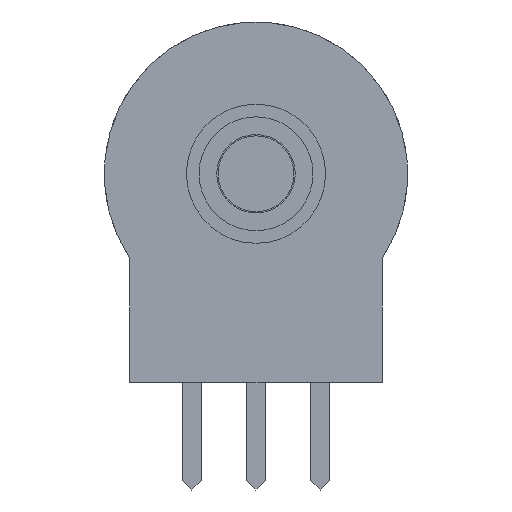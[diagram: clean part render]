
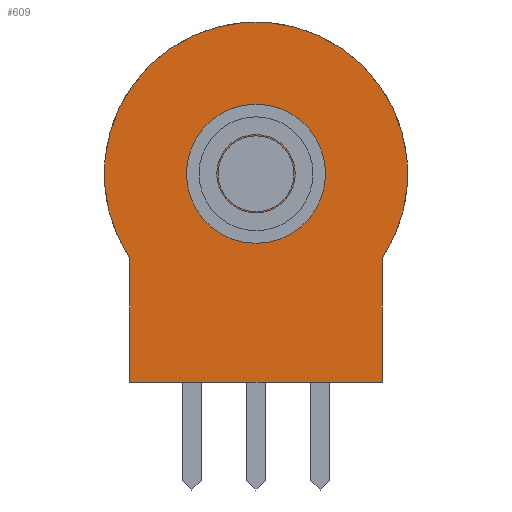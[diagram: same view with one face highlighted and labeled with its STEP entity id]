
A CAD part, front view. The second image highlights one B-rep face of the part: STEP entity #609.
In plain terms, the highlighted planar face has unit normal (0, -1, 0).
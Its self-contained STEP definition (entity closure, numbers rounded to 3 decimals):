
#302 = VERTEX_POINT('',#303);
#303 = CARTESIAN_POINT('',(10.,2.,-6.633));
#312 = CYLINDRICAL_SURFACE('',#313,12.);
#313 = AXIS2_PLACEMENT_3D('',#314,#315,#316);
#314 = CARTESIAN_POINT('',(0.,2.,0.));
#315 = DIRECTION('',(0.,-1.,0.));
#316 = DIRECTION('',(1.,0.,0.));
#323 = PLANE('',#324);
#324 = AXIS2_PLACEMENT_3D('',#325,#326,#327);
#325 = CARTESIAN_POINT('',(10.,2.,-16.5));
#326 = DIRECTION('',(1.,0.,0.));
#327 = DIRECTION('',(0.,0.,1.));
#364 = VERTEX_POINT('',#365);
#365 = CARTESIAN_POINT('',(-10.,2.,-6.633));
#378 = PLANE('',#379);
#379 = AXIS2_PLACEMENT_3D('',#380,#381,#382);
#380 = CARTESIAN_POINT('',(-10.,2.,-6.633));
#381 = DIRECTION('',(-1.,0.,0.));
#382 = DIRECTION('',(-0.,0.,-1.));
#390 = EDGE_CURVE('',#302,#364,#391,.T.);
#391 = SURFACE_CURVE('',#392,(#397,#403),.PCURVE_S1.);
#392 = CIRCLE('',#393,12.);
#393 = AXIS2_PLACEMENT_3D('',#394,#395,#396);
#394 = CARTESIAN_POINT('',(0.,2.,0.));
#395 = DIRECTION('',(0.,-1.,0.));
#396 = DIRECTION('',(1.,0.,0.));
#397 = PCURVE('',#312,#398);
#398 = DEFINITIONAL_REPRESENTATION('',(#399),#402);
#399 = B_SPLINE_CURVE_WITH_KNOTS('',1,(#400,#401),.UNSPECIFIED.,.F.,.F.,
  (2,2),(5.697,10.01),.PIECEWISE_BEZIER_KNOTS.);
#400 = CARTESIAN_POINT('',(5.697,0.));
#401 = CARTESIAN_POINT('',(10.01,0.));
#402 = ( GEOMETRIC_REPRESENTATION_CONTEXT(2) 
PARAMETRIC_REPRESENTATION_CONTEXT() REPRESENTATION_CONTEXT('2D SPACE',''
  ) );
#403 = PCURVE('',#404,#409);
#404 = PLANE('',#405);
#405 = AXIS2_PLACEMENT_3D('',#406,#407,#408);
#406 = CARTESIAN_POINT('',(0.,2.,-4.333));
#407 = DIRECTION('',(-0.,-1.,0.));
#408 = DIRECTION('',(0.,0.,-1.));
#409 = DEFINITIONAL_REPRESENTATION('',(#410),#414);
#410 = CIRCLE('',#411,12.);
#411 = AXIS2_PLACEMENT_2D('',#412,#413);
#412 = CARTESIAN_POINT('',(-4.333,0.));
#413 = DIRECTION('',(0.,1.));
#414 = ( GEOMETRIC_REPRESENTATION_CONTEXT(2) 
PARAMETRIC_REPRESENTATION_CONTEXT() REPRESENTATION_CONTEXT('2D SPACE',''
  ) );
#444 = VERTEX_POINT('',#445);
#445 = CARTESIAN_POINT('',(-10.,2.,-16.5));
#459 = PLANE('',#460);
#460 = AXIS2_PLACEMENT_3D('',#461,#462,#463);
#461 = CARTESIAN_POINT('',(-10.,2.,-16.5));
#462 = DIRECTION('',(0.,0.,-1.));
#463 = DIRECTION('',(1.,0.,0.));
#471 = EDGE_CURVE('',#364,#444,#472,.T.);
#472 = SURFACE_CURVE('',#473,(#477,#484),.PCURVE_S1.);
#473 = LINE('',#474,#475);
#474 = CARTESIAN_POINT('',(-10.,2.,-6.633));
#475 = VECTOR('',#476,1.);
#476 = DIRECTION('',(0.,0.,-1.));
#477 = PCURVE('',#378,#478);
#478 = DEFINITIONAL_REPRESENTATION('',(#479),#483);
#479 = LINE('',#480,#481);
#480 = CARTESIAN_POINT('',(0.,0.));
#481 = VECTOR('',#482,1.);
#482 = DIRECTION('',(1.,0.));
#483 = ( GEOMETRIC_REPRESENTATION_CONTEXT(2) 
PARAMETRIC_REPRESENTATION_CONTEXT() REPRESENTATION_CONTEXT('2D SPACE',''
  ) );
#484 = PCURVE('',#404,#485);
#485 = DEFINITIONAL_REPRESENTATION('',(#486),#490);
#486 = LINE('',#487,#488);
#487 = CARTESIAN_POINT('',(2.3,-10.));
#488 = VECTOR('',#489,1.);
#489 = DIRECTION('',(1.,0.));
#490 = ( GEOMETRIC_REPRESENTATION_CONTEXT(2) 
PARAMETRIC_REPRESENTATION_CONTEXT() REPRESENTATION_CONTEXT('2D SPACE',''
  ) );
#520 = VERTEX_POINT('',#521);
#521 = CARTESIAN_POINT('',(10.,2.,-16.5));
#542 = EDGE_CURVE('',#444,#520,#543,.T.);
#543 = SURFACE_CURVE('',#544,(#548,#555),.PCURVE_S1.);
#544 = LINE('',#545,#546);
#545 = CARTESIAN_POINT('',(-10.,2.,-16.5));
#546 = VECTOR('',#547,1.);
#547 = DIRECTION('',(1.,0.,0.));
#548 = PCURVE('',#459,#549);
#549 = DEFINITIONAL_REPRESENTATION('',(#550),#554);
#550 = LINE('',#551,#552);
#551 = CARTESIAN_POINT('',(0.,0.));
#552 = VECTOR('',#553,1.);
#553 = DIRECTION('',(1.,0.));
#554 = ( GEOMETRIC_REPRESENTATION_CONTEXT(2) 
PARAMETRIC_REPRESENTATION_CONTEXT() REPRESENTATION_CONTEXT('2D SPACE',''
  ) );
#555 = PCURVE('',#404,#556);
#556 = DEFINITIONAL_REPRESENTATION('',(#557),#561);
#557 = LINE('',#558,#559);
#558 = CARTESIAN_POINT('',(12.167,-10.));
#559 = VECTOR('',#560,1.);
#560 = DIRECTION('',(0.,1.));
#561 = ( GEOMETRIC_REPRESENTATION_CONTEXT(2) 
PARAMETRIC_REPRESENTATION_CONTEXT() REPRESENTATION_CONTEXT('2D SPACE',''
  ) );
#589 = EDGE_CURVE('',#520,#302,#590,.T.);
#590 = SURFACE_CURVE('',#591,(#595,#602),.PCURVE_S1.);
#591 = LINE('',#592,#593);
#592 = CARTESIAN_POINT('',(10.,2.,-16.5));
#593 = VECTOR('',#594,1.);
#594 = DIRECTION('',(0.,0.,1.));
#595 = PCURVE('',#323,#596);
#596 = DEFINITIONAL_REPRESENTATION('',(#597),#601);
#597 = LINE('',#598,#599);
#598 = CARTESIAN_POINT('',(0.,0.));
#599 = VECTOR('',#600,1.);
#600 = DIRECTION('',(1.,0.));
#601 = ( GEOMETRIC_REPRESENTATION_CONTEXT(2) 
PARAMETRIC_REPRESENTATION_CONTEXT() REPRESENTATION_CONTEXT('2D SPACE',''
  ) );
#602 = PCURVE('',#404,#603);
#603 = DEFINITIONAL_REPRESENTATION('',(#604),#608);
#604 = LINE('',#605,#606);
#605 = CARTESIAN_POINT('',(12.167,10.));
#606 = VECTOR('',#607,1.);
#607 = DIRECTION('',(-1.,0.));
#608 = ( GEOMETRIC_REPRESENTATION_CONTEXT(2) 
PARAMETRIC_REPRESENTATION_CONTEXT() REPRESENTATION_CONTEXT('2D SPACE',''
  ) );
#609 = ADVANCED_FACE('',(#610),#404,.T.);
#610 = FACE_BOUND('',#611,.T.);
#611 = EDGE_LOOP('',(#612,#613,#614,#615));
#612 = ORIENTED_EDGE('',*,*,#390,.T.);
#613 = ORIENTED_EDGE('',*,*,#471,.T.);
#614 = ORIENTED_EDGE('',*,*,#542,.T.);
#615 = ORIENTED_EDGE('',*,*,#589,.T.);
